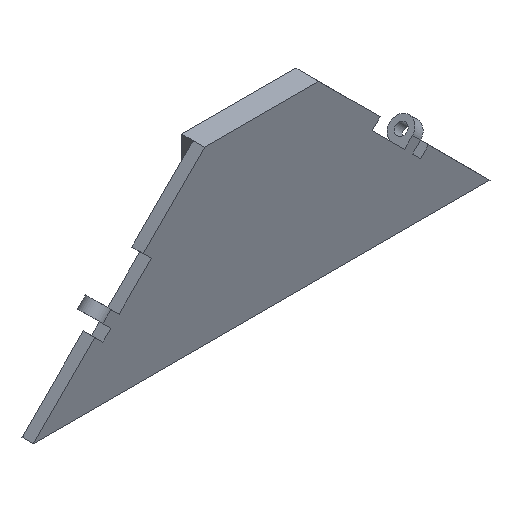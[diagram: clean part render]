
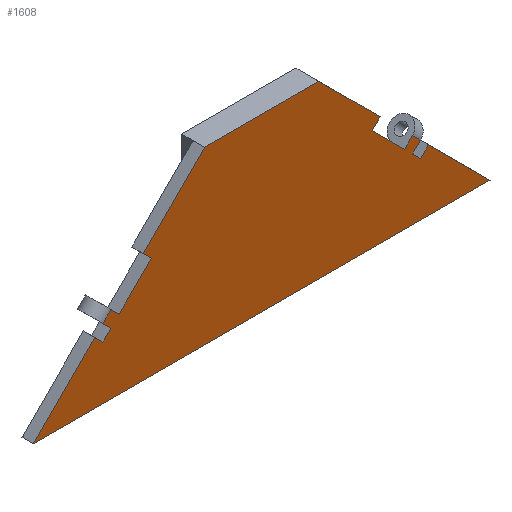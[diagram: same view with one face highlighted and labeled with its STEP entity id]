
A CAD part, isometric view. The second image highlights one B-rep face of the part: STEP entity #1608.
In plain terms, the highlighted planar face has unit normal (0, -1, 0).
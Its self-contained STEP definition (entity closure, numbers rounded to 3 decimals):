
#5 = CARTESIAN_POINT ( 'NONE',  ( -69.571, 0., -69.571 ) ) ;
#7 = EDGE_CURVE ( 'NONE', #1431, #1358, #1541, .T. ) ;
#13 = LINE ( 'NONE', #1595, #1010 ) ;
#16 = EDGE_CURVE ( 'NONE', #1573, #317, #1257, .T. ) ;
#18 = VECTOR ( 'NONE', #1492, 1000. ) ;
#45 = ORIENTED_EDGE ( 'NONE', *, *, #79, .F. ) ;
#47 = VECTOR ( 'NONE', #1554, 1000. ) ;
#50 = VERTEX_POINT ( 'NONE', #1048 ) ;
#55 = ORIENTED_EDGE ( 'NONE', *, *, #1374, .T. ) ;
#66 = VERTEX_POINT ( 'NONE', #1456 ) ;
#74 = CARTESIAN_POINT ( 'NONE',  ( 25., 0., -25. ) ) ;
#79 = EDGE_CURVE ( 'NONE', #863, #1431, #1577, .T. ) ;
#85 = CARTESIAN_POINT ( 'NONE',  ( -25., 0., -25. ) ) ;
#88 = LINE ( 'NONE', #600, #928 ) ;
#96 = CARTESIAN_POINT ( 'NONE',  ( 100., 0., -100. ) ) ;
#105 = CARTESIAN_POINT ( 'NONE',  ( -66.036, 0., -73.107 ) ) ;
#118 = CARTESIAN_POINT ( 'NONE',  ( 69.571, 0., -76.642 ) ) ;
#133 = EDGE_CURVE ( 'NONE', #861, #317, #1200, .T. ) ;
#161 = VERTEX_POINT ( 'NONE', #807 ) ;
#201 = DIRECTION ( 'NONE',  ( 0.707, 0., -0.707 ) ) ;
#212 = CARTESIAN_POINT ( 'NONE',  ( -100., 0., -100. ) ) ;
#215 = LINE ( 'NONE', #1268, #932 ) ;
#221 = DIRECTION ( 'NONE',  ( 1., 0., 0. ) ) ;
#224 = LINE ( 'NONE', #858, #1390 ) ;
#231 = DIRECTION ( 'NONE',  ( -0.707, 0., -0.707 ) ) ;
#260 = LINE ( 'NONE', #921, #520 ) ;
#262 = DIRECTION ( 'NONE',  ( -0.707, 0., 0.707 ) ) ;
#265 = VECTOR ( 'NONE', #1003, 1000. ) ;
#276 = DIRECTION ( 'NONE',  ( -0.707, 0., 0.707 ) ) ;
#279 = DIRECTION ( 'NONE',  ( 0.707, 0., 0.707 ) ) ;
#289 = EDGE_CURVE ( 'NONE', #972, #646, #729, .T. ) ;
#290 = CARTESIAN_POINT ( 'NONE',  ( 100., 0., -100. ) ) ;
#306 = LINE ( 'NONE', #1605, #18 ) ;
#317 = VERTEX_POINT ( 'NONE', #423 ) ;
#324 = LINE ( 'NONE', #749, #265 ) ;
#339 = EDGE_CURVE ( 'NONE', #538, #1682, #755, .T. ) ;
#360 = LINE ( 'NONE', #85, #463 ) ;
#361 = EDGE_CURVE ( 'NONE', #863, #490, #1156, .T. ) ;
#418 = DIRECTION ( 'NONE',  ( 0.707, 0., 0.707 ) ) ;
#423 = CARTESIAN_POINT ( 'NONE',  ( 66.036, 0., -66.036 ) ) ;
#456 = CARTESIAN_POINT ( 'NONE',  ( -69.571, 0., -76.642 ) ) ;
#463 = VECTOR ( 'NONE', #616, 1000. ) ;
#474 = ORIENTED_EDGE ( 'NONE', *, *, #855, .F. ) ;
#490 = VERTEX_POINT ( 'NONE', #118 ) ;
#498 = VECTOR ( 'NONE', #276, 1000. ) ;
#514 = FACE_OUTER_BOUND ( 'NONE', #991, .T. ) ;
#519 = VERTEX_POINT ( 'NONE', #1706 ) ;
#520 = VECTOR ( 'NONE', #279, 1000. ) ;
#523 = EDGE_CURVE ( 'NONE', #1403, #563, #13, .T. ) ;
#538 = VERTEX_POINT ( 'NONE', #1584 ) ;
#547 = LINE ( 'NONE', #808, #1006 ) ;
#560 = CARTESIAN_POINT ( 'NONE',  ( -73.107, 0., -73.107 ) ) ;
#561 = CARTESIAN_POINT ( 'NONE',  ( 62.5, 0., -69.571 ) ) ;
#563 = VERTEX_POINT ( 'NONE', #5 ) ;
#577 = DIRECTION ( 'NONE',  ( 0.707, 0., -0.707 ) ) ;
#584 = ORIENTED_EDGE ( 'NONE', *, *, #361, .T. ) ;
#600 = CARTESIAN_POINT ( 'NONE',  ( -25., 0., -25. ) ) ;
#603 = VERTEX_POINT ( 'NONE', #1212 ) ;
#606 = PLANE ( 'NONE',  #1437 ) ;
#612 = ORIENTED_EDGE ( 'NONE', *, *, #743, .F. ) ;
#616 = DIRECTION ( 'NONE',  ( 0.707, 0., 0.707 ) ) ;
#622 = ORIENTED_EDGE ( 'NONE', *, *, #16, .F. ) ;
#632 = EDGE_CURVE ( 'NONE', #519, #861, #1330, .T. ) ;
#646 = VERTEX_POINT ( 'NONE', #456 ) ;
#667 = CARTESIAN_POINT ( 'NONE',  ( -51.893, 0., -51.893 ) ) ;
#687 = VECTOR ( 'NONE', #1032, 1000. ) ;
#727 = CARTESIAN_POINT ( 'NONE',  ( 73.107, 0., -73.107 ) ) ;
#729 = LINE ( 'NONE', #560, #1089 ) ;
#730 = ORIENTED_EDGE ( 'NONE', *, *, #1562, .F. ) ;
#740 = DIRECTION ( 'NONE',  ( -1., 0., 0. ) ) ;
#743 = EDGE_CURVE ( 'NONE', #1358, #972, #88, .T. ) ;
#749 = CARTESIAN_POINT ( 'NONE',  ( 3.536, 0., -3.536 ) ) ;
#755 = LINE ( 'NONE', #74, #953 ) ;
#794 = LINE ( 'NONE', #1419, #498 ) ;
#798 = VECTOR ( 'NONE', #801, 1000. ) ;
#801 = DIRECTION ( 'NONE',  ( 0.707, 0., -0.707 ) ) ;
#807 = CARTESIAN_POINT ( 'NONE',  ( -51.893, 0., -51.893 ) ) ;
#808 = CARTESIAN_POINT ( 'NONE',  ( 3.536, 0., -3.536 ) ) ;
#819 = ORIENTED_EDGE ( 'NONE', *, *, #1160, .F. ) ;
#843 = VERTEX_POINT ( 'NONE', #1136 ) ;
#855 = EDGE_CURVE ( 'NONE', #1682, #603, #1398, .T. ) ;
#858 = CARTESIAN_POINT ( 'NONE',  ( 51.893, 0., -51.893 ) ) ;
#861 = VERTEX_POINT ( 'NONE', #1404 ) ;
#863 = VERTEX_POINT ( 'NONE', #727 ) ;
#918 = EDGE_CURVE ( 'NONE', #161, #66, #1703, .T. ) ;
#921 = CARTESIAN_POINT ( 'NONE',  ( -69.571, 0., -69.571 ) ) ;
#922 = ORIENTED_EDGE ( 'NONE', *, *, #1618, .F. ) ;
#928 = VECTOR ( 'NONE', #1253, 1000. ) ;
#932 = VECTOR ( 'NONE', #1533, 1000. ) ;
#953 = VECTOR ( 'NONE', #221, 1000. ) ;
#962 = EDGE_CURVE ( 'NONE', #563, #843, #260, .T. ) ;
#963 = CARTESIAN_POINT ( 'NONE',  ( 100., 0., -100. ) ) ;
#972 = VERTEX_POINT ( 'NONE', #1293 ) ;
#973 = CARTESIAN_POINT ( 'NONE',  ( 69.571, 0., -69.571 ) ) ;
#991 = EDGE_LOOP ( 'NONE', ( #584, #1593, #1234, #1405, #622, #55, #819, #474, #1061, #1339, #1628, #730, #1526, #1211, #1366, #922, #1534, #612, #1704, #45 ) ) ;
#1003 = DIRECTION ( 'NONE',  ( 0.707, 0., 0.707 ) ) ;
#1006 = VECTOR ( 'NONE', #418, 1000. ) ;
#1010 = VECTOR ( 'NONE', #262, 1000. ) ;
#1027 = CARTESIAN_POINT ( 'NONE',  ( 73.107, 0., -73.107 ) ) ;
#1032 = DIRECTION ( 'NONE',  ( 0.707, 0., -0.707 ) ) ;
#1033 = VERTEX_POINT ( 'NONE', #1350 ) ;
#1036 = CARTESIAN_POINT ( 'NONE',  ( 25., 0., -25. ) ) ;
#1048 = CARTESIAN_POINT ( 'NONE',  ( -62.5, 0., -69.571 ) ) ;
#1061 = ORIENTED_EDGE ( 'NONE', *, *, #339, .F. ) ;
#1089 = VECTOR ( 'NONE', #577, 1000. ) ;
#1133 = DIRECTION ( 'NONE',  ( 0., -1., 0. ) ) ;
#1136 = CARTESIAN_POINT ( 'NONE',  ( -66.036, 0., -66.036 ) ) ;
#1146 = VECTOR ( 'NONE', #1219, 1000. ) ;
#1149 = DIRECTION ( 'NONE',  ( 0.707, 0., 0.707 ) ) ;
#1151 = VECTOR ( 'NONE', #740, 1000. ) ;
#1156 = LINE ( 'NONE', #1027, #47 ) ;
#1160 = EDGE_CURVE ( 'NONE', #603, #1033, #224, .T. ) ;
#1169 = EDGE_CURVE ( 'NONE', #161, #538, #360, .T. ) ;
#1200 = LINE ( 'NONE', #1317, #1697 ) ;
#1203 = VECTOR ( 'NONE', #201, 1000. ) ;
#1207 = DIRECTION ( 'NONE',  ( -0.707, 0., 0.707 ) ) ;
#1211 = ORIENTED_EDGE ( 'NONE', *, *, #962, .F. ) ;
#1212 = CARTESIAN_POINT ( 'NONE',  ( 51.893, 0., -51.893 ) ) ;
#1219 = DIRECTION ( 'NONE',  ( 0.707, 0., 0.707 ) ) ;
#1234 = ORIENTED_EDGE ( 'NONE', *, *, #632, .T. ) ;
#1251 = EDGE_CURVE ( 'NONE', #50, #843, #215, .T. ) ;
#1253 = DIRECTION ( 'NONE',  ( 0.707, 0., 0.707 ) ) ;
#1257 = LINE ( 'NONE', #1662, #1448 ) ;
#1268 = CARTESIAN_POINT ( 'NONE',  ( -66.036, 0., -66.036 ) ) ;
#1293 = CARTESIAN_POINT ( 'NONE',  ( -73.107, 0., -73.107 ) ) ;
#1317 = CARTESIAN_POINT ( 'NONE',  ( 69.571, 0., -69.571 ) ) ;
#1330 = LINE ( 'NONE', #973, #1146 ) ;
#1339 = ORIENTED_EDGE ( 'NONE', *, *, #1169, .F. ) ;
#1350 = CARTESIAN_POINT ( 'NONE',  ( 48.358, 0., -55.429 ) ) ;
#1358 = VERTEX_POINT ( 'NONE', #1684 ) ;
#1366 = ORIENTED_EDGE ( 'NONE', *, *, #523, .F. ) ;
#1374 = EDGE_CURVE ( 'NONE', #1573, #1033, #794, .T. ) ;
#1390 = VECTOR ( 'NONE', #231, 1000. ) ;
#1398 = LINE ( 'NONE', #96, #1203 ) ;
#1403 = VERTEX_POINT ( 'NONE', #105 ) ;
#1404 = CARTESIAN_POINT ( 'NONE',  ( 69.571, 0., -69.571 ) ) ;
#1405 = ORIENTED_EDGE ( 'NONE', *, *, #133, .T. ) ;
#1419 = CARTESIAN_POINT ( 'NONE',  ( -3.536, 0., -3.536 ) ) ;
#1431 = VERTEX_POINT ( 'NONE', #963 ) ;
#1437 = AXIS2_PLACEMENT_3D ( 'NONE', #1655, #1133, #1663 ) ;
#1448 = VECTOR ( 'NONE', #1149, 1000. ) ;
#1456 = CARTESIAN_POINT ( 'NONE',  ( -48.358, 0., -55.429 ) ) ;
#1492 = DIRECTION ( 'NONE',  ( -0.707, 0., 0.707 ) ) ;
#1517 = EDGE_CURVE ( 'NONE', #490, #519, #306, .T. ) ;
#1526 = ORIENTED_EDGE ( 'NONE', *, *, #1251, .T. ) ;
#1533 = DIRECTION ( 'NONE',  ( -0.707, 0., 0.707 ) ) ;
#1534 = ORIENTED_EDGE ( 'NONE', *, *, #289, .F. ) ;
#1541 = LINE ( 'NONE', #212, #1151 ) ;
#1554 = DIRECTION ( 'NONE',  ( -0.707, 0., -0.707 ) ) ;
#1562 = EDGE_CURVE ( 'NONE', #50, #66, #547, .T. ) ;
#1573 = VERTEX_POINT ( 'NONE', #561 ) ;
#1577 = LINE ( 'NONE', #290, #798 ) ;
#1584 = CARTESIAN_POINT ( 'NONE',  ( -25., 0., -25. ) ) ;
#1593 = ORIENTED_EDGE ( 'NONE', *, *, #1517, .T. ) ;
#1595 = CARTESIAN_POINT ( 'NONE',  ( -69.571, 0., -69.571 ) ) ;
#1605 = CARTESIAN_POINT ( 'NONE',  ( -3.536, 0., -3.536 ) ) ;
#1608 = ADVANCED_FACE ( 'NONE', ( #514 ), #606, .T. ) ;
#1618 = EDGE_CURVE ( 'NONE', #646, #1403, #324, .T. ) ;
#1628 = ORIENTED_EDGE ( 'NONE', *, *, #918, .T. ) ;
#1655 = CARTESIAN_POINT ( 'NONE',  ( 0., 0., 0. ) ) ;
#1662 = CARTESIAN_POINT ( 'NONE',  ( 66.036, 0., -66.036 ) ) ;
#1663 = DIRECTION ( 'NONE',  ( 0., 0., -1. ) ) ;
#1682 = VERTEX_POINT ( 'NONE', #1036 ) ;
#1684 = CARTESIAN_POINT ( 'NONE',  ( -100., 0., -100. ) ) ;
#1697 = VECTOR ( 'NONE', #1207, 1000. ) ;
#1703 = LINE ( 'NONE', #667, #687 ) ;
#1704 = ORIENTED_EDGE ( 'NONE', *, *, #7, .F. ) ;
#1706 = CARTESIAN_POINT ( 'NONE',  ( 66.036, 0., -73.107 ) ) ;
